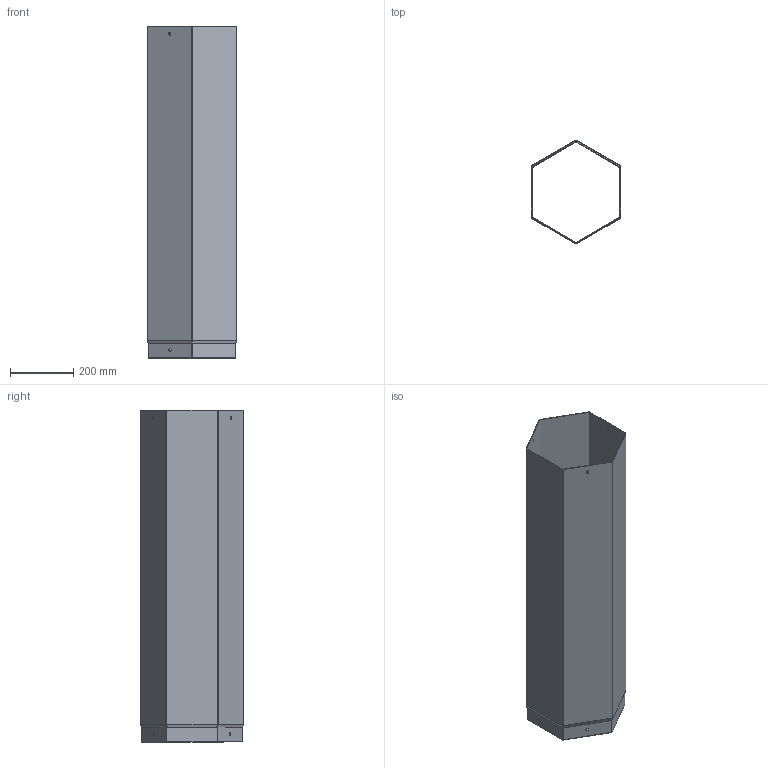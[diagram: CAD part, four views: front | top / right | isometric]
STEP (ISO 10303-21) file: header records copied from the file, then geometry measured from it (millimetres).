
FILE_DESCRIPTION(('STEP AP214'),'1');
FILE_NAME('Prolongation Eolia 907.stp','2017-02-01T16:33:09',(' '),(' '),'Spatial InterOp 3D',' ',' ');
FILE_SCHEMA(('automotive_design'));
Length unit declared in the file: millimetre
Products named in the file (4): Prolongation
Assembly tree (3 placements, depth 3):
  (unnamed)
    Prolongation
      Prolongation
      Prolongation
Bounding box: 284 x 326.78 x 1050 mm (x, y, z)
Volume: 2042906.8 mm3; surface area: 2055649.3 mm2
Topology: 2 solids, 2 shells, 186 faces, 589 edges, 391 vertices
Faces by surface type: plane 100, cylinder 86
Full cylindrical faces by diameter (mm): 8 x3, 9.2 x3
Entity records: 8345 total; most frequent: CARTESIAN_POINT 1543, ORIENTED_EDGE 1160, DIRECTION 1074, EDGE_CURVE 580, AXIS2_PLACEMENT_3D 407, VERTEX_POINT 388, LINE 260, VECTOR 260
